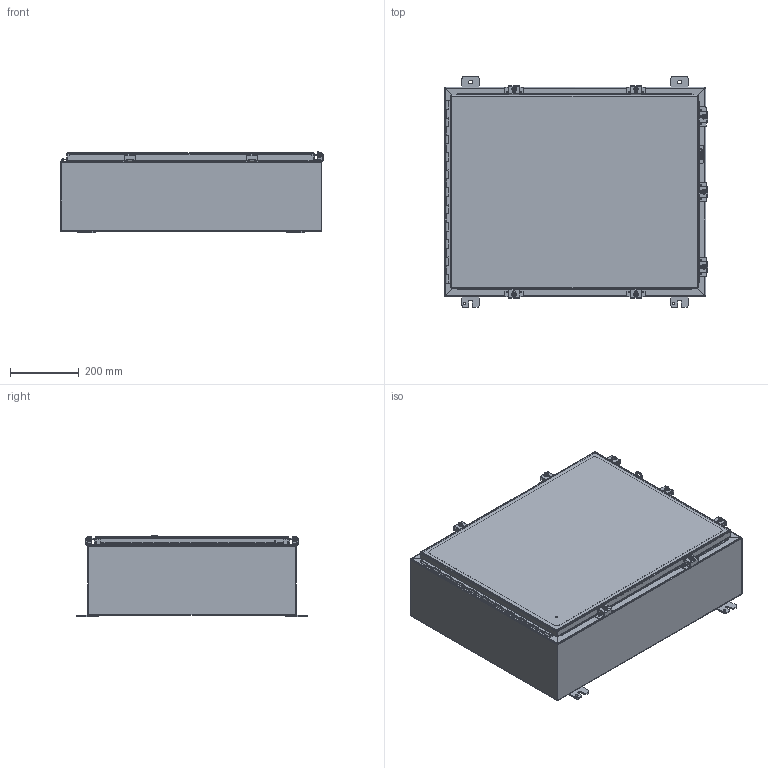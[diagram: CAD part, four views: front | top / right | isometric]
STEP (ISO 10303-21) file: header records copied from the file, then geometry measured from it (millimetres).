
FILE_DESCRIPTION(/* description */ ('ENCL,NEMA4,CS,(24X30X8)'),/* implementation_level */ '2;1');
FILE_NAME(/* name */ 'N4243008.stp',/* time_stamp */ '2022-02-22T08:01:37-06:00',/* author */ ('dnichola'),/* organization */ (''),/* preprocessor_version */ 'ST-DEVELOPER v18.1',/* originating_system */ 'Autodesk Inventor 2020',/* authorisation */ '');
FILE_SCHEMA (('AUTOMOTIVE_DESIGN { 1 0 10303 214 3 1 1 }'));
Length unit declared in the file: inch
Products named in the file (19): N4243008; 38420; 34840; N4243008BKP; 32911; FOAM IN PLACE; 38846; N42430LID; 328105; 328105T; 328105L; 328105P-1; 388116; HFW30825; HFW30825-1; HFW30825-2;  HFW30825-3; HFW30825-4; 30817
Assembly tree (36 placements, depth 3):
  N4243008
    34840  x4
    38420
    N4243008BKP
    32911
    FOAM IN PLACE
    38846
    N42430LID
    328105
      328105T
      328105L
      328105P-1
    388116  x4
    HFW30825  x7
      HFW30825-1
      HFW30825-2
       HFW30825-3
      HFW30825-4
    30817  x7
Bounding box: 767.48 x 673.1 x 239.02 mm (x, y, z)
Volume: 3549881.9 mm3; surface area: 3544412.8 mm2
Topology: 52 solids, 52 shells, 1690 faces, 4297 edges, 2802 vertices
Faces by surface type: plane 878, cylinder 567, bspline 132, torus 51, sphere 42, cone 20
Full cylindrical faces by diameter (mm): 2.794 x34, 2.921 x2, 3.048 x25, 3.967 x1, 5.359 x7, 6.35 x8, 7.137 x7, 7.95 x4, 8.382 x8, 8.56 x1, 8.89 x7, 11.125 x4, 12.7 x8, 13.208 x7, 15.875 x4
Entity records: 28941 total; most frequent: CARTESIAN_POINT 7207, DIRECTION 4319, ORIENTED_EDGE 4178, EDGE_CURVE 2089, AXIS2_PLACEMENT_3D 1487, LINE 1345, VECTOR 1345, VERTEX_POINT 1329
